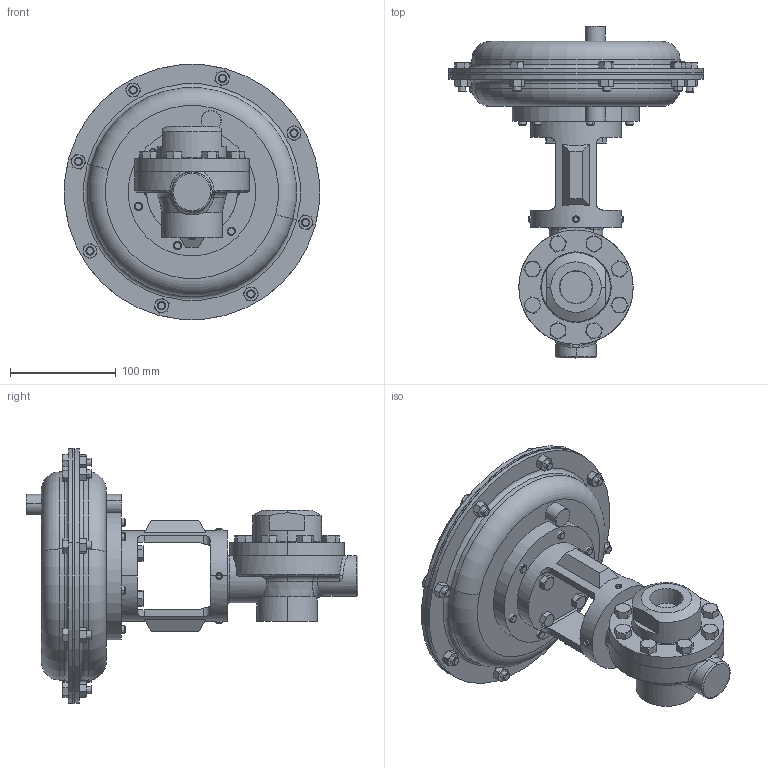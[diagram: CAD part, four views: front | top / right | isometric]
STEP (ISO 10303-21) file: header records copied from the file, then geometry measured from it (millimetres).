
FILE_DESCRIPTION (( 'STEP AP203' ), '1' );
FILE_NAME ('70-100-CS+S6-PT-35M.STEP', '2017-08-24T13:30:43', ( '' ), ( '' ), 'SwSTEP 2.0', 'SolidWorks 2014', '' );
FILE_SCHEMA (( 'CONFIG_CONTROL_DESIGN' ));
Length unit declared in the file: inch
Products named in the file (1): 70-100-CS+S6-PT-35M
Bounding box: 240.92 x 313.22 x 240.92 mm (x, y, z)
Volume: 3445143 mm3; surface area: 489737.3 mm2
Topology: 47 solids, 47 shells, 868 faces, 1859 edges, 1113 vertices
Faces by surface type: plane 384, cone 343, cylinder 112, torus 21, bspline 6, sphere 2
Entity records: 26113 total; most frequent: CARTESIAN_POINT 8128, ORIENTED_EDGE 3698, DIRECTION 3612, EDGE_CURVE 1849, AXIS2_PLACEMENT_3D 1461, VERTEX_POINT 1113, EDGE_LOOP 908, ADVANCED_FACE 868
